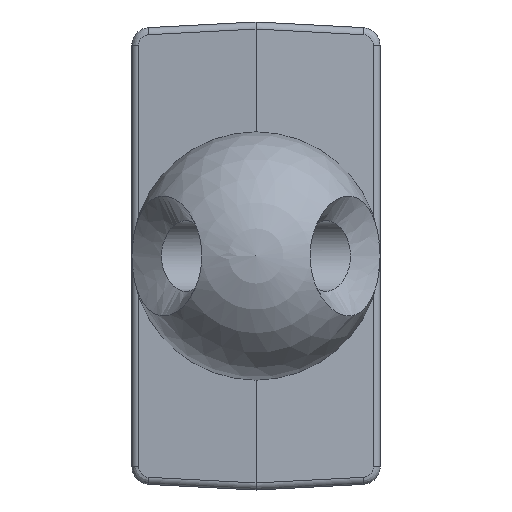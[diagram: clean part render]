
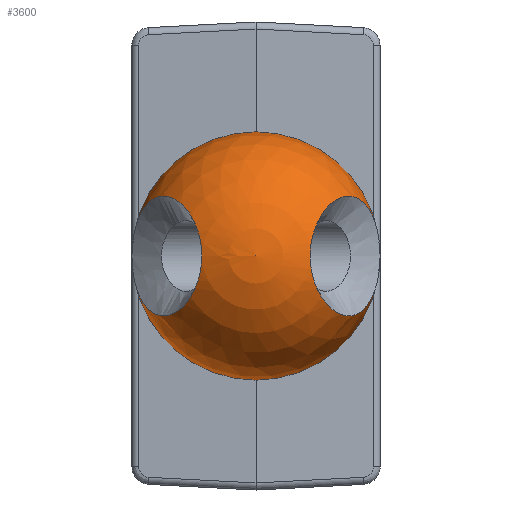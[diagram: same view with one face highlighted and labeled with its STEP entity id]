
A CAD part, left-side view. The second image highlights one B-rep face of the part: STEP entity #3600.
In plain terms, the highlighted spherical face has radius 3.5 mm.
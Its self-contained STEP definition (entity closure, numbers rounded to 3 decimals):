
#24=FACE_BOUND('',#524,.T.);
#101=CIRCLE('',#3797,3.5);
#102=CIRCLE('',#3798,3.5);
#103=CIRCLE('',#3816,3.5);
#104=CIRCLE('',#3817,3.5);
#107=SPHERICAL_SURFACE('',#3815,3.5);
#332=FACE_OUTER_BOUND('',#523,.T.);
#523=EDGE_LOOP('',(#3098,#3099,#3100,#3101,#3102,#3103,#3104,#3105));
#524=EDGE_LOOP('',(#3106));
#602=B_SPLINE_CURVE_WITH_KNOTS('',3,(#6636,#6637,#6638,#6639,#6640,#6641,
#6642,#6643,#6644,#6645,#6646,#6647,#6648,#6649,#6650,#6651,#6652,#6653,
#6654,#6655,#6656,#6657,#6658,#6659,#6660,#6661,#6662,#6663,#6664,#6665,
#6666,#6667),.UNSPECIFIED.,.T.,.F.,(4,2,2,2,2,2,2,2,1,1,1,2,2,2,1,2,2,4),
(-0.658,-0.621,-0.584,-0.54,
-0.496,-0.45,-0.405,-0.367,
-0.339,-0.31,-0.289,-0.254,
-0.208,-0.162,-0.118,-0.075,
-0.037,0.),.UNSPECIFIED.);
#605=B_SPLINE_CURVE_WITH_KNOTS('',3,(#6711,#6712,#6713,#6714,#6715,#6716,
#6717,#6718,#6719,#6720,#6721,#6722,#6723,#6724,#6725,#6726,#6727,#6728),
 .UNSPECIFIED.,.F.,.F.,(4,2,2,2,2,2,2,2,4),(-0.329,-0.291,
-0.254,-0.208,-0.162,-0.118,
-0.075,-0.037,0.),.UNSPECIFIED.);
#606=B_SPLINE_CURVE_WITH_KNOTS('',3,(#6731,#6732,#6733,#6734,#6735,#6736,
#6737,#6738,#6739,#6740,#6741,#6742,#6743,#6744,#6745,#6746,#6747),
 .UNSPECIFIED.,.F.,.F.,(4,2,2,2,2,2,2,1,4),(-0.658,-0.621,
-0.584,-0.54,-0.496,-0.45,
-0.405,-0.367,-0.329),.UNSPECIFIED.);
#1625=VERTEX_POINT('',#6423);
#1626=VERTEX_POINT('',#6424);
#1635=VERTEX_POINT('',#6596);
#1640=VERTEX_POINT('',#6708);
#1641=VERTEX_POINT('',#6710);
#1642=VERTEX_POINT('',#6729);
#2105=EDGE_CURVE('',#1625,#1626,#101,.T.);
#2107=EDGE_CURVE('',#1626,#1625,#102,.T.);
#2128=EDGE_CURVE('',#1635,#1635,#602,.T.);
#2132=EDGE_CURVE('',#1626,#1640,#103,.T.);
#2133=EDGE_CURVE('',#1641,#1640,#605,.T.);
#2134=EDGE_CURVE('',#1641,#1642,#104,.T.);
#2135=EDGE_CURVE('',#1640,#1641,#606,.T.);
#3098=ORIENTED_EDGE('',*,*,#2105,.T.);
#3099=ORIENTED_EDGE('',*,*,#2132,.T.);
#3100=ORIENTED_EDGE('',*,*,#2133,.F.);
#3101=ORIENTED_EDGE('',*,*,#2134,.T.);
#3102=ORIENTED_EDGE('',*,*,#2134,.F.);
#3103=ORIENTED_EDGE('',*,*,#2135,.F.);
#3104=ORIENTED_EDGE('',*,*,#2132,.F.);
#3105=ORIENTED_EDGE('',*,*,#2107,.T.);
#3106=ORIENTED_EDGE('',*,*,#2128,.F.);
#3600=ADVANCED_FACE('',(#332,#24),#107,.T.);
#3797=AXIS2_PLACEMENT_3D('',#6425,#4506,#4507);
#3798=AXIS2_PLACEMENT_3D('',#6427,#4509,#4510);
#3815=AXIS2_PLACEMENT_3D('',#6707,#4562,#4563);
#3816=AXIS2_PLACEMENT_3D('',#6709,#4564,#4565);
#3817=AXIS2_PLACEMENT_3D('',#6730,#4566,#4567);
#4506=DIRECTION('center_axis',(-1.,0.,0.));
#4507=DIRECTION('ref_axis',(0.,0.,1.));
#4509=DIRECTION('center_axis',(-1.,0.,0.));
#4510=DIRECTION('ref_axis',(0.,0.,1.));
#4562=DIRECTION('center_axis',(1.,0.,0.));
#4563=DIRECTION('ref_axis',(0.,-1.,0.));
#4564=DIRECTION('center_axis',(0.,0.,
1.));
#4565=DIRECTION('ref_axis',(0.,1.,0.));
#4566=DIRECTION('center_axis',(0.,0.,
1.));
#4567=DIRECTION('ref_axis',(0.,1.,0.));
#6423=CARTESIAN_POINT('',(-5.6,0.,-3.5));
#6424=CARTESIAN_POINT('',(-5.6,3.5,0.));
#6425=CARTESIAN_POINT('Origin',(-5.6,0.,0.));
#6427=CARTESIAN_POINT('Origin',(-5.6,0.,0.));
#6596=CARTESIAN_POINT('',(-5.604,-3.5,0.));
#6636=CARTESIAN_POINT('Ctrl Pts',(-5.604,-3.5,0.));
#6637=CARTESIAN_POINT('Ctrl Pts',(-5.604,-3.5,0.222));
#6638=CARTESIAN_POINT('Ctrl Pts',(-5.649,-3.477,0.457));
#6639=CARTESIAN_POINT('Ctrl Pts',(-5.819,-3.389,0.876));
#6640=CARTESIAN_POINT('Ctrl Pts',(-5.942,-3.325,1.059));
#6641=CARTESIAN_POINT('Ctrl Pts',(-6.231,-3.171,1.363));
#6642=CARTESIAN_POINT('Ctrl Pts',(-6.42,-3.068,1.492));
#6643=CARTESIAN_POINT('Ctrl Pts',(-6.812,-2.846,1.656));
#6644=CARTESIAN_POINT('Ctrl Pts',(-7.015,-2.726,1.692));
#6645=CARTESIAN_POINT('Ctrl Pts',(-7.392,-2.496,1.692));
#6646=CARTESIAN_POINT('Ctrl Pts',(-7.594,-2.367,1.653));
#6647=CARTESIAN_POINT('Ctrl Pts',(-7.971,-2.114,1.49));
#6648=CARTESIAN_POINT('Ctrl Pts',(-8.146,-1.989,1.366));
#6649=CARTESIAN_POINT('Ctrl Pts',(-8.414,-1.792,1.078));
#6650=CARTESIAN_POINT('Ctrl Pts',(-8.53,-1.702,0.906));
#6651=CARTESIAN_POINT('Ctrl Pts',(-8.678,-1.586,0.54));
#6652=CARTESIAN_POINT('Ctrl Pts',(-8.766,-1.515,0.185));
#6653=CARTESIAN_POINT('Ctrl Pts',(-8.741,-1.535,-0.323));
#6654=CARTESIAN_POINT('Ctrl Pts',(-8.582,-1.663,-0.833));
#6655=CARTESIAN_POINT('Ctrl Pts',(-8.406,-1.798,-1.085));
#6656=CARTESIAN_POINT('Ctrl Pts',(-8.146,-1.99,-1.366));
#6657=CARTESIAN_POINT('Ctrl Pts',(-7.971,-2.114,-1.49));
#6658=CARTESIAN_POINT('Ctrl Pts',(-7.594,-2.367,-1.652));
#6659=CARTESIAN_POINT('Ctrl Pts',(-7.392,-2.496,-1.692));
#6660=CARTESIAN_POINT('Ctrl Pts',(-7.015,-2.726,-1.692));
#6661=CARTESIAN_POINT('Ctrl Pts',(-6.609,-2.964,-1.62));
#6662=CARTESIAN_POINT('Ctrl Pts',(-6.231,-3.171,-1.363));
#6663=CARTESIAN_POINT('Ctrl Pts',(-5.942,-3.325,-1.059));
#6664=CARTESIAN_POINT('Ctrl Pts',(-5.819,-3.389,-0.876));
#6665=CARTESIAN_POINT('Ctrl Pts',(-5.649,-3.477,-0.457));
#6666=CARTESIAN_POINT('Ctrl Pts',(-5.604,-3.5,-0.222));
#6667=CARTESIAN_POINT('Ctrl Pts',(-5.604,-3.5,0.));
#6707=CARTESIAN_POINT('Origin',(-5.6,0.,0.));
#6708=CARTESIAN_POINT('',(-5.604,3.5,0.));
#6709=CARTESIAN_POINT('Origin',(-5.6,0.,0.));
#6710=CARTESIAN_POINT('',(-8.749,1.529,0.));
#6711=CARTESIAN_POINT('Ctrl Pts',(-8.749,1.529,0.));
#6712=CARTESIAN_POINT('Ctrl Pts',(-8.749,1.529,0.241));
#6713=CARTESIAN_POINT('Ctrl Pts',(-8.7,1.569,0.488));
#6714=CARTESIAN_POINT('Ctrl Pts',(-8.53,1.702,0.906));
#6715=CARTESIAN_POINT('Ctrl Pts',(-8.414,1.792,1.078));
#6716=CARTESIAN_POINT('Ctrl Pts',(-8.146,1.989,1.366));
#6717=CARTESIAN_POINT('Ctrl Pts',(-7.971,2.114,1.49));
#6718=CARTESIAN_POINT('Ctrl Pts',(-7.594,2.367,1.653));
#6719=CARTESIAN_POINT('Ctrl Pts',(-7.392,2.496,1.692));
#6720=CARTESIAN_POINT('Ctrl Pts',(-7.015,2.726,1.692));
#6721=CARTESIAN_POINT('Ctrl Pts',(-6.812,2.846,1.656));
#6722=CARTESIAN_POINT('Ctrl Pts',(-6.42,3.068,1.492));
#6723=CARTESIAN_POINT('Ctrl Pts',(-6.231,3.171,1.363));
#6724=CARTESIAN_POINT('Ctrl Pts',(-5.942,3.325,1.059));
#6725=CARTESIAN_POINT('Ctrl Pts',(-5.819,3.389,0.876));
#6726=CARTESIAN_POINT('Ctrl Pts',(-5.649,3.477,0.457));
#6727=CARTESIAN_POINT('Ctrl Pts',(-5.604,3.5,0.222));
#6728=CARTESIAN_POINT('Ctrl Pts',(-5.604,3.5,0.));
#6729=CARTESIAN_POINT('',(-9.1,0.,0.));
#6730=CARTESIAN_POINT('Origin',(-5.6,0.,0.));
#6731=CARTESIAN_POINT('Ctrl Pts',(-5.604,3.5,0.));
#6732=CARTESIAN_POINT('Ctrl Pts',(-5.604,3.5,-0.222));
#6733=CARTESIAN_POINT('Ctrl Pts',(-5.649,3.477,-0.457));
#6734=CARTESIAN_POINT('Ctrl Pts',(-5.819,3.389,-0.876));
#6735=CARTESIAN_POINT('Ctrl Pts',(-5.942,3.325,-1.059));
#6736=CARTESIAN_POINT('Ctrl Pts',(-6.231,3.171,-1.363));
#6737=CARTESIAN_POINT('Ctrl Pts',(-6.42,3.068,-1.492));
#6738=CARTESIAN_POINT('Ctrl Pts',(-6.812,2.846,-1.656));
#6739=CARTESIAN_POINT('Ctrl Pts',(-7.015,2.726,-1.692));
#6740=CARTESIAN_POINT('Ctrl Pts',(-7.392,2.496,-1.692));
#6741=CARTESIAN_POINT('Ctrl Pts',(-7.594,2.367,-1.653));
#6742=CARTESIAN_POINT('Ctrl Pts',(-7.97,2.114,-1.49));
#6743=CARTESIAN_POINT('Ctrl Pts',(-8.146,1.99,-1.366));
#6744=CARTESIAN_POINT('Ctrl Pts',(-8.413,1.793,-1.078));
#6745=CARTESIAN_POINT('Ctrl Pts',(-8.648,1.612,-0.734));
#6746=CARTESIAN_POINT('Ctrl Pts',(-8.749,1.529,-0.241));
#6747=CARTESIAN_POINT('Ctrl Pts',(-8.749,1.529,0.));
